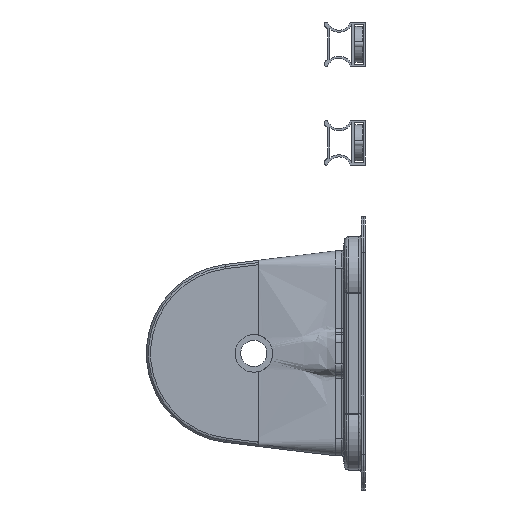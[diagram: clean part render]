
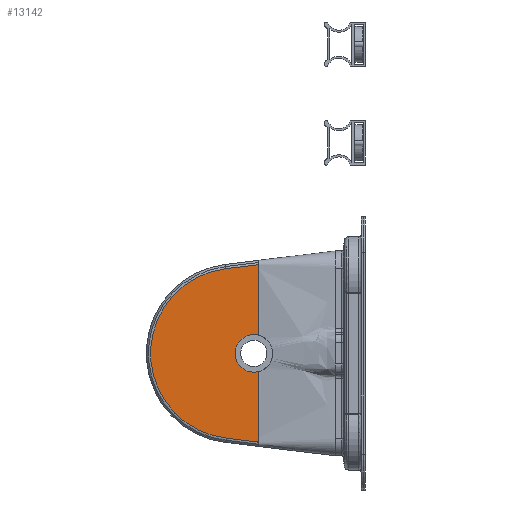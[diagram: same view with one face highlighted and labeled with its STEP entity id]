
A CAD part, left-side view. The second image highlights one B-rep face of the part: STEP entity #13142.
In plain terms, the highlighted planar face has unit normal (-1, 0, 0).
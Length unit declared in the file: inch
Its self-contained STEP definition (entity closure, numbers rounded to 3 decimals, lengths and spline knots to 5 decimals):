
#387 = EDGE_CURVE ( 'NONE', #50721, #42181, #43505, .T. ) ;
#1500 = DIRECTION ( 'NONE',  ( 0., 0.993, -0.122 ) ) ;
#1819 = DIRECTION ( 'NONE',  ( 0., -0.993, -0.122 ) ) ;
#1830 = CARTESIAN_POINT ( 'NONE',  ( -4.25, 1.02126, 1.02307 ) ) ;
#2160 = ORIENTED_EDGE ( 'NONE', *, *, #38112, .F. ) ;
#2264 = LINE ( 'NONE', #37116, #11762 ) ;
#2304 = CARTESIAN_POINT ( 'NONE',  ( -4.25, 1.02126, -0.21232 ) ) ;
#2584 = DIRECTION ( 'NONE',  ( 1., 0., 0. ) ) ;
#2972 = CARTESIAN_POINT ( 'NONE',  ( -4.25, 1.02126, -1.00546 ) ) ;
#3215 = B_SPLINE_CURVE_WITH_KNOTS ( 'NONE', 3,
 ( #11528, #50001, #2972, #38076 ),
 .UNSPECIFIED., .F., .F.,
 ( 4, 4 ),
 ( 0.97347, 1. ),
 .UNSPECIFIED. ) ;
#3316 = CARTESIAN_POINT ( 'NONE',  ( -4.25, 1.02126, -0.33186 ) ) ;
#4965 = LINE ( 'NONE', #37193, #16691 ) ;
#6683 = DIRECTION ( 'NONE',  ( 0., 0., -1. ) ) ;
#8341 = ORIENTED_EDGE ( 'NONE', *, *, #41719, .F. ) ;
#9430 = CARTESIAN_POINT ( 'NONE',  ( -4.25, 1.02126, -0.96944 ) ) ;
#9775 = CARTESIAN_POINT ( 'NONE',  ( -4.25, 1.02126, 1.00833 ) ) ;
#9868 = FACE_OUTER_BOUND ( 'NONE', #33811, .T. ) ;
#10389 = PLANE ( 'NONE',  #19747 ) ;
#10611 = CARTESIAN_POINT ( 'NONE',  ( -4.25, 1.02126, -0.45978 ) ) ;
#11111 = CARTESIAN_POINT ( 'NONE',  ( -4.25, 1.02126, -0.23514 ) ) ;
#11158 = CARTESIAN_POINT ( 'NONE',  ( -4.25, 1.02126, 0.97811 ) ) ;
#11528 = CARTESIAN_POINT ( 'NONE',  ( -4.25, 1.02126, -0.96944 ) ) ;
#11702 = EDGE_CURVE ( 'NONE', #12065, #44848, #3215, .T. ) ;
#11762 = VECTOR ( 'NONE', #1500, 39.37008 ) ;
#12065 = VERTEX_POINT ( 'NONE', #9430 ) ;
#13142 = ADVANCED_FACE ( 'NONE', ( #9868 ), #10389, .F. ) ;
#14086 = EDGE_CURVE ( 'NONE', #30416, #18904, #19786, .T. ) ;
#15921 = EDGE_CURVE ( 'NONE', #51225, #24606, #21502, .T. ) ;
#16427 = CARTESIAN_POINT ( 'NONE',  ( -4.25, 1.02126, 0.65407 ) ) ;
#16507 = AXIS2_PLACEMENT_3D ( 'NONE', #18379, #37382, #6683 ) ;
#16691 = VECTOR ( 'NONE', #1819, 39.37008 ) ;
#17091 = CARTESIAN_POINT ( 'NONE',  ( -4.25, 1.02126, 0.99328 ) ) ;
#18196 = DIRECTION ( 'NONE',  ( 0., 1., 0. ) ) ;
#18379 = CARTESIAN_POINT ( 'NONE',  ( -4.25, 1.07691, 0. ) ) ;
#18434 = CARTESIAN_POINT ( 'NONE',  ( -4.25, 1.2841, 0. ) ) ;
#18661 = CARTESIAN_POINT ( 'NONE',  ( -4.25, 1.02126, -1.02302 ) ) ;
#18848 = ORIENTED_EDGE ( 'NONE', *, *, #11702, .F. ) ;
#18904 = VERTEX_POINT ( 'NONE', #22781 ) ;
#19172 = CARTESIAN_POINT ( 'NONE',  ( -4.25, 1.02126, -0.96944 ) ) ;
#19747 = AXIS2_PLACEMENT_3D ( 'NONE', #18434, #2584, #18196 ) ;
#19786 = CIRCLE ( 'NONE', #16507, 0.21654 ) ;
#20305 = CARTESIAN_POINT ( 'NONE',  ( -4.25, 1.02126, 0.45983 ) ) ;
#21502 = CIRCLE ( 'NONE', #27337, 0.98336 ) ;
#22781 = CARTESIAN_POINT ( 'NONE',  ( -4.25, 1.02126, 0.20926 ) ) ;
#23074 = CARTESIAN_POINT ( 'NONE',  ( -4.25, 1.02126, -0.82493 ) ) ;
#23951 = CARTESIAN_POINT ( 'NONE',  ( -4.25, 1.02126, 0.82804 ) ) ;
#24087 = EDGE_CURVE ( 'NONE', #24606, #44848, #4965, .T. ) ;
#24606 = VERTEX_POINT ( 'NONE', #38259 ) ;
#27027 = EDGE_CURVE ( 'NONE', #50721, #51225, #2264, .T. ) ;
#27337 = AXIS2_PLACEMENT_3D ( 'NONE', #31436, #28041, #47262 ) ;
#28041 = DIRECTION ( 'NONE',  ( -1., 0., 0. ) ) ;
#29279 = CARTESIAN_POINT ( 'NONE',  ( -4.25, 1.02126, 1.02307 ) ) ;
#30416 = VERTEX_POINT ( 'NONE', #42511 ) ;
#30873 = CARTESIAN_POINT ( 'NONE',  ( -4.25, 1.02126, -0.25193 ) ) ;
#31436 = CARTESIAN_POINT ( 'NONE',  ( -4.25, 1.2841, 0. ) ) ;
#31508 = CARTESIAN_POINT ( 'NONE',  ( -4.25, 1.02126, 0.26343 ) ) ;
#32287 = CARTESIAN_POINT ( 'NONE',  ( -4.25, 1.02126, 0.23519 ) ) ;
#33499 = CARTESIAN_POINT ( 'NONE',  ( -4.25, 1.40361, 0.97607 ) ) ;
#33811 = EDGE_LOOP ( 'NONE', ( #8341, #46376, #2160, #41295, #41363, #35192, #40449, #18848 ) ) ;
#34777 = CARTESIAN_POINT ( 'NONE',  ( -4.25, 1.02126, -0.20926 ) ) ;
#35192 = ORIENTED_EDGE ( 'NONE', *, *, #15921, .T. ) ;
#37116 = CARTESIAN_POINT ( 'NONE',  ( -4.25, 1.40361, 0.97607 ) ) ;
#37193 = CARTESIAN_POINT ( 'NONE',  ( -4.25, 1.40361, -0.97602 ) ) ;
#37382 = DIRECTION ( 'NONE',  ( 1., 0., 0. ) ) ;
#38076 = CARTESIAN_POINT ( 'NONE',  ( -4.25, 1.02126, -1.02302 ) ) ;
#38112 = EDGE_CURVE ( 'NONE', #42181, #18904, #38825, .T. ) ;
#38259 = CARTESIAN_POINT ( 'NONE',  ( -4.25, 1.39335, -0.97727 ) ) ;
#38825 = B_SPLINE_CURVE_WITH_KNOTS ( 'NONE', 3,
 ( #39813, #40059, #23951, #16427, #20305, #40588, #31508, #47848, #32287, #48107, #51241, #43953 ),
 .UNSPECIFIED., .F., .F.,
 ( 4, 1, 1, 1, 2, 1, 1, 1, 4 ),
 ( 0.02232, 0.08723, 0.17446, 0.26169, 0.34892, 0.35708, 0.36523, 0.37338, 0.3778 ),
 .UNSPECIFIED. ) ;
#38940 = CARTESIAN_POINT ( 'NONE',  ( -4.25, 1.02126, -0.26337 ) ) ;
#39813 = CARTESIAN_POINT ( 'NONE',  ( -4.25, 1.02126, 0.97811 ) ) ;
#40059 = CARTESIAN_POINT ( 'NONE',  ( -4.25, 1.02126, 0.93396 ) ) ;
#40449 = ORIENTED_EDGE ( 'NONE', *, *, #24087, .T. ) ;
#40588 = CARTESIAN_POINT ( 'NONE',  ( -4.25, 1.02126, 0.33191 ) ) ;
#41295 = ORIENTED_EDGE ( 'NONE', *, *, #387, .F. ) ;
#41363 = ORIENTED_EDGE ( 'NONE', *, *, #27027, .T. ) ;
#41719 = EDGE_CURVE ( 'NONE', #30416, #12065, #49253, .T. ) ;
#42181 = VERTEX_POINT ( 'NONE', #11158 ) ;
#42321 = CARTESIAN_POINT ( 'NONE',  ( -4.25, 1.02126, -0.65401 ) ) ;
#42511 = CARTESIAN_POINT ( 'NONE',  ( -4.25, 1.02126, -0.20926 ) ) ;
#43505 = B_SPLINE_CURVE_WITH_KNOTS ( 'NONE', 3,
 ( #29279, #9775, #17091, #45629 ),
 .UNSPECIFIED., .F., .F.,
 ( 4, 4 ),
 ( 0., 0.02232 ),
 .UNSPECIFIED. ) ;
#43953 = CARTESIAN_POINT ( 'NONE',  ( -4.25, 1.02126, 0.20926 ) ) ;
#44848 = VERTEX_POINT ( 'NONE', #18661 ) ;
#45629 = CARTESIAN_POINT ( 'NONE',  ( -4.25, 1.02126, 0.97811 ) ) ;
#46376 = ORIENTED_EDGE ( 'NONE', *, *, #14086, .T. ) ;
#46449 = CARTESIAN_POINT ( 'NONE',  ( -4.25, 1.02126, -0.22099 ) ) ;
#47262 = DIRECTION ( 'NONE',  ( 0., 0., -1. ) ) ;
#47848 = CARTESIAN_POINT ( 'NONE',  ( -4.25, 1.02126, 0.25198 ) ) ;
#48107 = CARTESIAN_POINT ( 'NONE',  ( -4.25, 1.02126, 0.22103 ) ) ;
#49253 = B_SPLINE_CURVE_WITH_KNOTS ( 'NONE', 3,
 ( #34777, #2304, #46449, #11111, #30873, #38940, #3316, #10611, #42321, #23074, #50863, #19172 ),
 .UNSPECIFIED., .F., .F.,
 ( 4, 1, 1, 1, 2, 1, 1, 1, 4 ),
 ( 0.62222, 0.62662, 0.63477, 0.64292, 0.65108, 0.73831, 0.82554, 0.91277, 0.97347 ),
 .UNSPECIFIED. ) ;
#50001 = CARTESIAN_POINT ( 'NONE',  ( -4.25, 1.02126, -0.98754 ) ) ;
#50721 = VERTEX_POINT ( 'NONE', #1830 ) ;
#50863 = CARTESIAN_POINT ( 'NONE',  ( -4.25, 1.02126, -0.92804 ) ) ;
#51225 = VERTEX_POINT ( 'NONE', #33499 ) ;
#51241 = CARTESIAN_POINT ( 'NONE',  ( -4.25, 1.02126, 0.21234 ) ) ;
